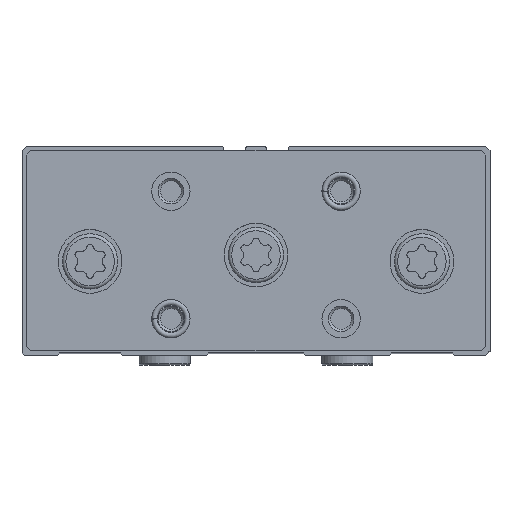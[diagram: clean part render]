
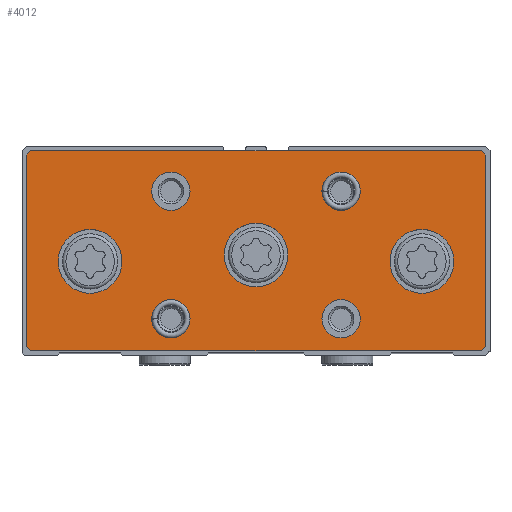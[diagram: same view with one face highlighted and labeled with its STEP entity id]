
A CAD part, top view. The second image highlights one B-rep face of the part: STEP entity #4012.
In plain terms, the highlighted face is planar.
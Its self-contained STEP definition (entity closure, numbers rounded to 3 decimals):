
#381=LINE('',#6744,#599);
#385=LINE('',#6753,#603);
#388=LINE('',#6759,#606);
#391=LINE('',#6765,#609);
#394=LINE('',#6771,#612);
#397=LINE('',#6777,#615);
#400=LINE('',#6783,#618);
#403=LINE('',#6789,#621);
#599=VECTOR('',#5471,1000.);
#603=VECTOR('',#5477,1000.);
#606=VECTOR('',#5482,1000.);
#609=VECTOR('',#5487,1000.);
#612=VECTOR('',#5492,1000.);
#615=VECTOR('',#5497,1000.);
#618=VECTOR('',#5502,1000.);
#621=VECTOR('',#5507,1000.);
#1263=ORIENTED_EDGE('',*,*,#2008,.F.);
#1264=ORIENTED_EDGE('',*,*,#2009,.F.);
#1265=ORIENTED_EDGE('',*,*,#2010,.F.);
#1266=ORIENTED_EDGE('',*,*,#2011,.F.);
#1267=ORIENTED_EDGE('',*,*,#2012,.F.);
#1268=ORIENTED_EDGE('',*,*,#2013,.F.);
#1269=ORIENTED_EDGE('',*,*,#2014,.F.);
#1270=ORIENTED_EDGE('',*,*,#1977,.T.);
#1271=ORIENTED_EDGE('',*,*,#1981,.T.);
#1272=ORIENTED_EDGE('',*,*,#1984,.T.);
#1273=ORIENTED_EDGE('',*,*,#1987,.T.);
#1274=ORIENTED_EDGE('',*,*,#1990,.T.);
#1275=ORIENTED_EDGE('',*,*,#1993,.T.);
#1276=ORIENTED_EDGE('',*,*,#1996,.T.);
#1277=ORIENTED_EDGE('',*,*,#1999,.T.);
#1977=EDGE_CURVE('',#2437,#2438,#381,.T.);
#1981=EDGE_CURVE('',#2438,#2441,#385,.T.);
#1984=EDGE_CURVE('',#2441,#2443,#388,.T.);
#1987=EDGE_CURVE('',#2443,#2445,#391,.T.);
#1990=EDGE_CURVE('',#2445,#2447,#394,.T.);
#1993=EDGE_CURVE('',#2447,#2449,#397,.T.);
#1996=EDGE_CURVE('',#2449,#2451,#400,.T.);
#1999=EDGE_CURVE('',#2451,#2437,#403,.T.);
#2008=EDGE_CURVE('',#2458,#2458,#2751,.T.);
#2009=EDGE_CURVE('',#2459,#2459,#2752,.T.);
#2010=EDGE_CURVE('',#2460,#2460,#2753,.T.);
#2011=EDGE_CURVE('',#2461,#2461,#2754,.T.);
#2012=EDGE_CURVE('',#2462,#2462,#2755,.T.);
#2013=EDGE_CURVE('',#2463,#2463,#2756,.T.);
#2014=EDGE_CURVE('',#2464,#2464,#2757,.T.);
#2437=VERTEX_POINT('',#6745);
#2438=VERTEX_POINT('',#6746);
#2441=VERTEX_POINT('',#6754);
#2443=VERTEX_POINT('',#6760);
#2445=VERTEX_POINT('',#6766);
#2447=VERTEX_POINT('',#6772);
#2449=VERTEX_POINT('',#6778);
#2451=VERTEX_POINT('',#6784);
#2458=VERTEX_POINT('',#6806);
#2459=VERTEX_POINT('',#6808);
#2460=VERTEX_POINT('',#6810);
#2461=VERTEX_POINT('',#6812);
#2462=VERTEX_POINT('',#6814);
#2463=VERTEX_POINT('',#6816);
#2464=VERTEX_POINT('',#6818);
#2751=CIRCLE('',#4505,7.5);
#2752=CIRCLE('',#4506,7.5);
#2753=CIRCLE('',#4507,7.5);
#2754=CIRCLE('',#4508,4.5);
#2755=CIRCLE('',#4509,4.5);
#2756=CIRCLE('',#4510,4.5);
#2757=CIRCLE('',#4511,4.5);
#3119=EDGE_LOOP('',(#1263));
#3120=EDGE_LOOP('',(#1264));
#3121=EDGE_LOOP('',(#1265));
#3122=EDGE_LOOP('',(#1266));
#3123=EDGE_LOOP('',(#1267));
#3124=EDGE_LOOP('',(#1268));
#3125=EDGE_LOOP('',(#1269));
#3126=EDGE_LOOP('',(#1270,#1271,#1272,#1273,#1274,#1275,#1276,#1277));
#3565=FACE_BOUND('',#3119,.T.);
#3566=FACE_BOUND('',#3120,.T.);
#3567=FACE_BOUND('',#3121,.T.);
#3568=FACE_BOUND('',#3122,.T.);
#3569=FACE_BOUND('',#3123,.T.);
#3570=FACE_BOUND('',#3124,.T.);
#3571=FACE_BOUND('',#3125,.T.);
#3572=FACE_BOUND('',#3126,.T.);
#3822=PLANE('',#4504);
#4012=ADVANCED_FACE('',(#3565,#3566,#3567,#3568,#3569,#3570,#3571,#3572),
#3822,.F.);
#4504=AXIS2_PLACEMENT_3D('',#6804,#5523,#5524);
#4505=AXIS2_PLACEMENT_3D('',#6805,#5525,#5526);
#4506=AXIS2_PLACEMENT_3D('',#6807,#5527,#5528);
#4507=AXIS2_PLACEMENT_3D('',#6809,#5529,#5530);
#4508=AXIS2_PLACEMENT_3D('',#6811,#5531,#5532);
#4509=AXIS2_PLACEMENT_3D('',#6813,#5533,#5534);
#4510=AXIS2_PLACEMENT_3D('',#6815,#5535,#5536);
#4511=AXIS2_PLACEMENT_3D('',#6817,#5537,#5538);
#5471=DIRECTION('',(0.,-1.,0.));
#5477=DIRECTION('',(0.,-0.707,-0.707));
#5482=DIRECTION('',(0.,0.,-1.));
#5487=DIRECTION('',(0.,0.707,-0.707));
#5492=DIRECTION('',(0.,1.,0.));
#5497=DIRECTION('',(0.,0.707,0.707));
#5502=DIRECTION('',(0.,0.,1.));
#5507=DIRECTION('',(0.,-0.707,0.707));
#5523=DIRECTION('',(-1.,0.,0.));
#5524=DIRECTION('',(0.,0.,1.));
#5525=DIRECTION('',(1.,0.,0.));
#5526=DIRECTION('',(0.,0.,-1.));
#5527=DIRECTION('',(1.,0.,0.));
#5528=DIRECTION('',(0.,0.,-1.));
#5529=DIRECTION('',(1.,0.,0.));
#5530=DIRECTION('',(0.,0.,-1.));
#5531=DIRECTION('',(1.,0.,0.));
#5532=DIRECTION('',(0.,0.,-1.));
#5533=DIRECTION('',(1.,0.,0.));
#5534=DIRECTION('',(0.,0.,-1.));
#5535=DIRECTION('',(1.,0.,0.));
#5536=DIRECTION('',(0.,0.,-1.));
#5537=DIRECTION('',(1.,0.,0.));
#5538=DIRECTION('',(0.,0.,-1.));
#6744=CARTESIAN_POINT('',(16.,23.5,54.));
#6745=CARTESIAN_POINT('',(16.,23.5,54.));
#6746=CARTESIAN_POINT('',(16.,-21.5,54.));
#6753=CARTESIAN_POINT('',(16.,-21.5,54.));
#6754=CARTESIAN_POINT('',(16.,-22.5,53.));
#6759=CARTESIAN_POINT('',(16.,-22.5,53.));
#6760=CARTESIAN_POINT('',(16.,-22.5,-53.));
#6765=CARTESIAN_POINT('',(16.,-22.5,-53.));
#6766=CARTESIAN_POINT('',(16.,-21.5,-54.));
#6771=CARTESIAN_POINT('',(16.,-21.5,-54.));
#6772=CARTESIAN_POINT('',(16.,23.5,-54.));
#6777=CARTESIAN_POINT('',(16.,23.5,-54.));
#6778=CARTESIAN_POINT('',(16.,24.5,-53.));
#6783=CARTESIAN_POINT('',(16.,24.5,-53.));
#6784=CARTESIAN_POINT('',(16.,24.5,53.));
#6789=CARTESIAN_POINT('',(16.,24.5,53.));
#6804=CARTESIAN_POINT('',(16.,-1.5,-47.));
#6805=CARTESIAN_POINT('',(16.,-1.5,-39.));
#6806=CARTESIAN_POINT('',(16.,-1.5,-46.5));
#6807=CARTESIAN_POINT('',(16.,-1.5,39.));
#6808=CARTESIAN_POINT('',(16.,-1.5,31.5));
#6809=CARTESIAN_POINT('',(16.,0.,0.));
#6810=CARTESIAN_POINT('',(16.,0.,-7.5));
#6811=CARTESIAN_POINT('',(16.,-15.,20.));
#6812=CARTESIAN_POINT('',(16.,-15.,15.5));
#6813=CARTESIAN_POINT('',(16.,-15.,-20.));
#6814=CARTESIAN_POINT('',(16.,-15.,-24.5));
#6815=CARTESIAN_POINT('',(16.,15.,20.));
#6816=CARTESIAN_POINT('',(16.,15.,15.5));
#6817=CARTESIAN_POINT('',(16.,15.,-20.));
#6818=CARTESIAN_POINT('',(16.,15.,-24.5));
